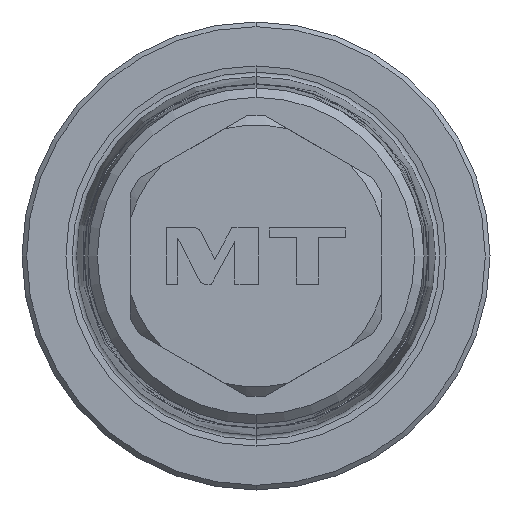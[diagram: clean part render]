
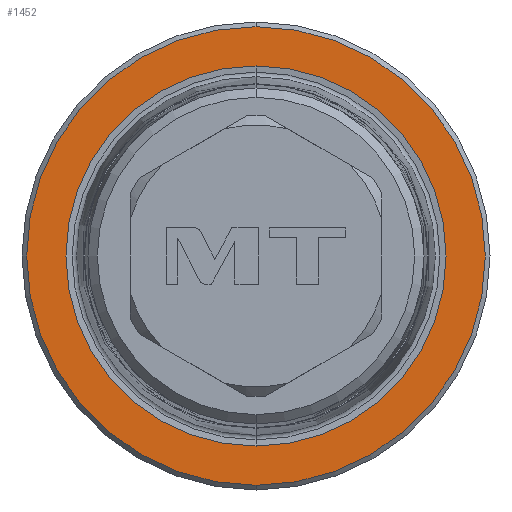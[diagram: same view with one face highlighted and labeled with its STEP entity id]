
A CAD part, front view. The second image highlights one B-rep face of the part: STEP entity #1452.
In plain terms, the highlighted planar face has unit normal (0, -1, 0).
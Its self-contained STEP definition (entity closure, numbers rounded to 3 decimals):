
#136=CARTESIAN_POINT('',(0.,0.,0.));
#137=DIRECTION('',(0.,1.,0.));
#138=DIRECTION('',(0.,0.,-1.));
#139=AXIS2_PLACEMENT_3D('',#136,#137,#138);
#141=CARTESIAN_POINT('',(0.,0.,0.));
#142=DIRECTION('',(0.,1.,0.));
#143=DIRECTION('',(0.,0.,1.));
#144=AXIS2_PLACEMENT_3D('',#141,#142,#143);
#146=CARTESIAN_POINT('',(0.,0.,0.));
#147=DIRECTION('',(0.,-1.,0.));
#148=DIRECTION('',(0.,0.,1.));
#149=AXIS2_PLACEMENT_3D('',#146,#147,#148);
#151=CARTESIAN_POINT('',(0.,0.,0.));
#152=DIRECTION('',(0.,-1.,0.));
#153=DIRECTION('',(0.,0.,-1.));
#154=AXIS2_PLACEMENT_3D('',#151,#152,#153);
#961=CARTESIAN_POINT('',(0.,0.,-24.5));
#962=CARTESIAN_POINT('',(0.,0.,24.5));
#963=VERTEX_POINT('',#961);
#964=VERTEX_POINT('',#962);
#1065=CARTESIAN_POINT('',(0.,0.,20.308));
#1066=CARTESIAN_POINT('',(0.,0.,-20.308));
#1067=VERTEX_POINT('',#1065);
#1068=VERTEX_POINT('',#1066);
#1437=CARTESIAN_POINT('',(0.,0.,0.));
#1438=DIRECTION('',(0.,-1.,0.));
#1439=DIRECTION('',(0.,0.,-1.));
#1440=AXIS2_PLACEMENT_3D('',#1437,#1438,#1439);
#1441=PLANE('',#1440);
#1442=ORIENTED_EDGE('',*,*,#1419,.T.);
#1443=ORIENTED_EDGE('',*,*,#1404,.T.);
#1444=EDGE_LOOP('',(#1442,#1443));
#1445=FACE_OUTER_BOUND('',#1444,.F.);
#1447=ORIENTED_EDGE('',*,*,#1446,.T.);
#1449=ORIENTED_EDGE('',*,*,#1448,.T.);
#1450=EDGE_LOOP('',(#1447,#1449));
#1451=FACE_BOUND('',#1450,.F.);
#1452=ADVANCED_FACE('',(#1445,#1451),#1441,.T.);
#140=CIRCLE('',#139,24.5);
#145=CIRCLE('',#144,24.5);
#150=CIRCLE('',#149,20.308);
#155=CIRCLE('',#154,20.308);
#1404=EDGE_CURVE('',#964,#963,#145,.T.);
#1419=EDGE_CURVE('',#963,#964,#140,.T.);
#1446=EDGE_CURVE('',#1067,#1068,#150,.T.);
#1448=EDGE_CURVE('',#1068,#1067,#155,.T.);
